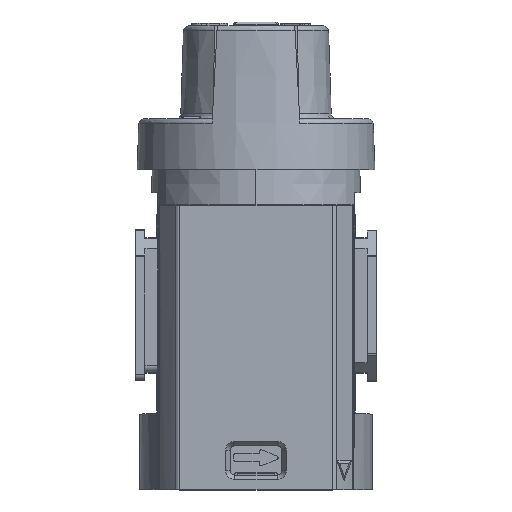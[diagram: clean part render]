
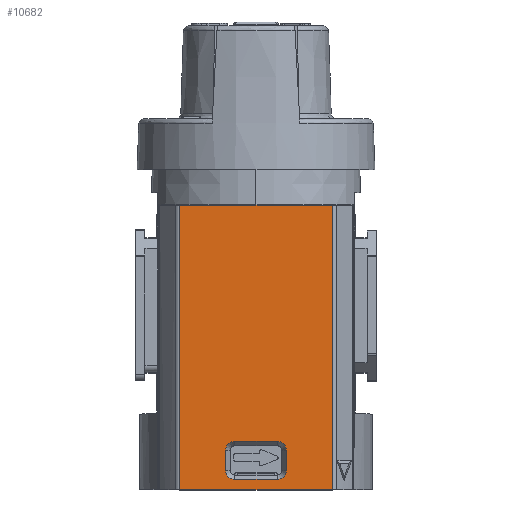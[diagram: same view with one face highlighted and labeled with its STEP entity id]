
A CAD part, top view. The second image highlights one B-rep face of the part: STEP entity #10682.
In plain terms, the highlighted planar face has unit normal (0, 0, 1).
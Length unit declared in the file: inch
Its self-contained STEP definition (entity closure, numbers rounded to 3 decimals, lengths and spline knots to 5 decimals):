
#280 = DIRECTION ( 'NONE',  ( -1., 0., 0. ) ) ;
#916 = FACE_BOUND ( 'NONE', #10942, .T. ) ;
#1483 = ORIENTED_EDGE ( 'NONE', *, *, #28679, .F. ) ;
#1715 = CARTESIAN_POINT ( 'NONE',  ( -0.1626, 0.14488, 1.02362 ) ) ;
#2622 = CARTESIAN_POINT ( 'NONE',  ( -0.23095, 0.29843, 1.02362 ) ) ;
#2831 = FACE_OUTER_BOUND ( 'NONE', #6674, .T. ) ;
#2908 = CARTESIAN_POINT ( 'NONE',  ( -0.57972, 2.18406, 1.02362 ) ) ;
#3016 = AXIS2_PLACEMENT_3D ( 'NONE', #3507, #14553, #28159 ) ;
#3043 = AXIS2_PLACEMENT_3D ( 'NONE', #18074, #27082, #19859 ) ;
#3216 = LINE ( 'NONE', #2908, #18096 ) ;
#3507 = CARTESIAN_POINT ( 'NONE',  ( 0.1626, 0.29843, 1.02362 ) ) ;
#3592 = VERTEX_POINT ( 'NONE', #8691 ) ;
#3852 = AXIS2_PLACEMENT_3D ( 'NONE', #1715, #8057, #19708 ) ;
#3932 = CIRCLE ( 'NONE', #8163, 0.06835 ) ;
#4004 = LINE ( 'NONE', #19782, #28509 ) ;
#4543 = DIRECTION ( 'NONE',  ( -1., 0., 0. ) ) ;
#4949 = CARTESIAN_POINT ( 'NONE',  ( 0.57972, 2.16352, 1.02362 ) ) ;
#5123 = DIRECTION ( 'NONE',  ( 1., 0., 0. ) ) ;
#5240 = VERTEX_POINT ( 'NONE', #17333 ) ;
#5319 = DIRECTION ( 'NONE',  ( 0., 1., 0. ) ) ;
#5575 = DIRECTION ( 'NONE',  ( 0., 1., 0. ) ) ;
#5768 = CARTESIAN_POINT ( 'NONE',  ( -0.57972, 0., 1.02362 ) ) ;
#5937 = AXIS2_PLACEMENT_3D ( 'NONE', #25858, #23632, #9760 ) ;
#6222 = VECTOR ( 'NONE', #24196, 39.37008 ) ;
#6548 = EDGE_CURVE ( 'NONE', #19679, #5240, #28475, .T. ) ;
#6668 = VECTOR ( 'NONE', #4543, 39.37008 ) ;
#6674 = EDGE_LOOP ( 'NONE', ( #17318, #13296, #28828, #24494 ) ) ;
#6688 = CARTESIAN_POINT ( 'NONE',  ( 0.23095, 0.14488, 1.02362 ) ) ;
#7120 = LINE ( 'NONE', #25129, #23436 ) ;
#7152 = CARTESIAN_POINT ( 'NONE',  ( -0.57972, 2.16352, 1.02362 ) ) ;
#7547 = CARTESIAN_POINT ( 'NONE',  ( 0.23095, 2.18406, 1.02362 ) ) ;
#7605 = VECTOR ( 'NONE', #280, 39.37008 ) ;
#7638 = CARTESIAN_POINT ( 'NONE',  ( -0.57972, 2.16352, 1.02362 ) ) ;
#7656 = VERTEX_POINT ( 'NONE', #27452 ) ;
#7689 = LINE ( 'NONE', #7547, #25360 ) ;
#8057 = DIRECTION ( 'NONE',  ( 0., 0., 1. ) ) ;
#8163 = AXIS2_PLACEMENT_3D ( 'NONE', #27854, #25198, #5123 ) ;
#8691 = CARTESIAN_POINT ( 'NONE',  ( -0.1626, 0.36677, 1.02362 ) ) ;
#8741 = EDGE_CURVE ( 'NONE', #21778, #19679, #7689, .T. ) ;
#9594 = VERTEX_POINT ( 'NONE', #26242 ) ;
#9760 = DIRECTION ( 'NONE',  ( -1., 0., 0. ) ) ;
#9817 = ORIENTED_EDGE ( 'NONE', *, *, #6548, .F. ) ;
#9896 = PLANE ( 'NONE',  #5937 ) ;
#9951 = ORIENTED_EDGE ( 'NONE', *, *, #13009, .F. ) ;
#10682 = ADVANCED_FACE ( 'NONE', ( #2831, #916 ), #9896, .F. ) ;
#10793 = EDGE_CURVE ( 'NONE', #17005, #9594, #4004, .T. ) ;
#10942 = EDGE_LOOP ( 'NONE', ( #27303, #12679, #9817, #24594, #1483, #12280, #9951, #23297 ) ) ;
#11175 = EDGE_CURVE ( 'NONE', #27279, #15920, #11976, .T. ) ;
#11647 = CARTESIAN_POINT ( 'NONE',  ( 0.57972, 2.16352, 1.02362 ) ) ;
#11976 = B_SPLINE_CURVE_WITH_KNOTS ( 'NONE', 3,
 ( #7152, #27516, #25160, #17521, #4949 ),
 .UNSPECIFIED., .F., .F.,
 ( 4, 1, 4 ),
 ( 0., 0.01472, 0.02945 ),
 .UNSPECIFIED. ) ;
#12280 = ORIENTED_EDGE ( 'NONE', *, *, #10793, .F. ) ;
#12664 = VERTEX_POINT ( 'NONE', #23733 ) ;
#12679 = ORIENTED_EDGE ( 'NONE', *, *, #12812, .F. ) ;
#12812 = EDGE_CURVE ( 'NONE', #5240, #3592, #20750, .T. ) ;
#13009 = EDGE_CURVE ( 'NONE', #12664, #17005, #16559, .T. ) ;
#13296 = ORIENTED_EDGE ( 'NONE', *, *, #16965, .F. ) ;
#13658 = CARTESIAN_POINT ( 'NONE',  ( -0.57972, 0.36677, 1.02362 ) ) ;
#14553 = DIRECTION ( 'NONE',  ( 0., 0., 1. ) ) ;
#15920 = VERTEX_POINT ( 'NONE', #11647 ) ;
#16559 = CIRCLE ( 'NONE', #3852, 0.06835 ) ;
#16965 = EDGE_CURVE ( 'NONE', #7656, #19600, #24631, .T. ) ;
#17005 = VERTEX_POINT ( 'NONE', #17837 ) ;
#17318 = ORIENTED_EDGE ( 'NONE', *, *, #28354, .F. ) ;
#17333 = CARTESIAN_POINT ( 'NONE',  ( 0.1626, 0.36677, 1.02362 ) ) ;
#17521 = CARTESIAN_POINT ( 'NONE',  ( 0.38648, 2.16518, 1.02362 ) ) ;
#17562 = DIRECTION ( 'NONE',  ( 1., 0., 0. ) ) ;
#17828 = EDGE_CURVE ( 'NONE', #25232, #12664, #24354, .T. ) ;
#17837 = CARTESIAN_POINT ( 'NONE',  ( -0.1626, 0.07653, 1.02362 ) ) ;
#18074 = CARTESIAN_POINT ( 'NONE',  ( 0.1626, 0.14488, 1.02362 ) ) ;
#18096 = VECTOR ( 'NONE', #5575, 39.37008 ) ;
#19600 = VERTEX_POINT ( 'NONE', #5768 ) ;
#19630 = CARTESIAN_POINT ( 'NONE',  ( -0.23095, 2.18406, 1.02362 ) ) ;
#19679 = VERTEX_POINT ( 'NONE', #23001 ) ;
#19708 = DIRECTION ( 'NONE',  ( 1., 0., 0. ) ) ;
#19782 = CARTESIAN_POINT ( 'NONE',  ( -0.57972, 0.07653, 1.02362 ) ) ;
#19859 = DIRECTION ( 'NONE',  ( 1., 0., 0. ) ) ;
#20750 = LINE ( 'NONE', #13658, #6668 ) ;
#21778 = VERTEX_POINT ( 'NONE', #6688 ) ;
#21932 = EDGE_CURVE ( 'NONE', #15920, #7656, #7120, .T. ) ;
#23001 = CARTESIAN_POINT ( 'NONE',  ( 0.23095, 0.29843, 1.02362 ) ) ;
#23297 = ORIENTED_EDGE ( 'NONE', *, *, #17828, .F. ) ;
#23313 = CIRCLE ( 'NONE', #3043, 0.06835 ) ;
#23436 = VECTOR ( 'NONE', #28910, 39.37008 ) ;
#23632 = DIRECTION ( 'NONE',  ( 0., 0., -1. ) ) ;
#23733 = CARTESIAN_POINT ( 'NONE',  ( -0.23095, 0.14488, 1.02362 ) ) ;
#24196 = DIRECTION ( 'NONE',  ( 0., -1., 0. ) ) ;
#24354 = LINE ( 'NONE', #19630, #6222 ) ;
#24494 = ORIENTED_EDGE ( 'NONE', *, *, #11175, .F. ) ;
#24594 = ORIENTED_EDGE ( 'NONE', *, *, #8741, .F. ) ;
#24631 = LINE ( 'NONE', #29212, #7605 ) ;
#25129 = CARTESIAN_POINT ( 'NONE',  ( 0.57972, 2.18406, 1.02362 ) ) ;
#25160 = CARTESIAN_POINT ( 'NONE',  ( 0., 2.16719, 1.02362 ) ) ;
#25198 = DIRECTION ( 'NONE',  ( 0., 0., 1. ) ) ;
#25232 = VERTEX_POINT ( 'NONE', #2622 ) ;
#25360 = VECTOR ( 'NONE', #5319, 39.37008 ) ;
#25858 = CARTESIAN_POINT ( 'NONE',  ( -0.57972, 2.18406, 1.02362 ) ) ;
#26242 = CARTESIAN_POINT ( 'NONE',  ( 0.1626, 0.07653, 1.02362 ) ) ;
#27082 = DIRECTION ( 'NONE',  ( 0., 0., 1. ) ) ;
#27277 = EDGE_CURVE ( 'NONE', #3592, #25232, #3932, .T. ) ;
#27279 = VERTEX_POINT ( 'NONE', #7638 ) ;
#27303 = ORIENTED_EDGE ( 'NONE', *, *, #27277, .F. ) ;
#27452 = CARTESIAN_POINT ( 'NONE',  ( 0.57972, 0., 1.02362 ) ) ;
#27516 = CARTESIAN_POINT ( 'NONE',  ( -0.38648, 2.16518, 1.02362 ) ) ;
#27854 = CARTESIAN_POINT ( 'NONE',  ( -0.1626, 0.29843, 1.02362 ) ) ;
#28159 = DIRECTION ( 'NONE',  ( 1., 0., 0. ) ) ;
#28354 = EDGE_CURVE ( 'NONE', #19600, #27279, #3216, .T. ) ;
#28475 = CIRCLE ( 'NONE', #3016, 0.06835 ) ;
#28509 = VECTOR ( 'NONE', #17562, 39.37008 ) ;
#28679 = EDGE_CURVE ( 'NONE', #9594, #21778, #23313, .T. ) ;
#28828 = ORIENTED_EDGE ( 'NONE', *, *, #21932, .F. ) ;
#28910 = DIRECTION ( 'NONE',  ( 0., -1., 0. ) ) ;
#29212 = CARTESIAN_POINT ( 'NONE',  ( -0.57972, 0., 1.02362 ) ) ;
